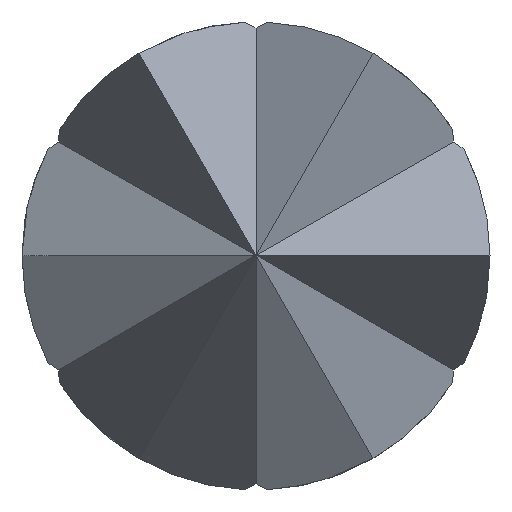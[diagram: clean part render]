
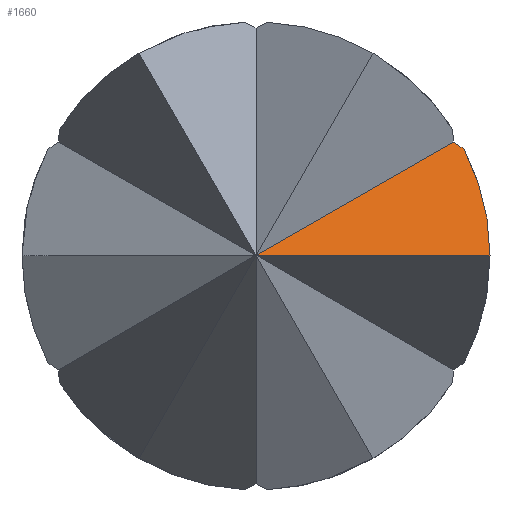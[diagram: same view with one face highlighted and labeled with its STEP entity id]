
A CAD part, top view. The second image highlights one B-rep face of the part: STEP entity #1660.
In plain terms, the highlighted planar face has unit normal (0.418, 0.819, 0.393).
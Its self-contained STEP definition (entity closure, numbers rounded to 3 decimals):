
#103 =( BOUNDED_CURVE ( )  B_SPLINE_CURVE ( 3, ( #345, #153, #1392, #700 ),
 .UNSPECIFIED., .F., .F. ) 
 B_SPLINE_CURVE_WITH_KNOTS ( ( 4, 4 ),
 ( 0.624, 1.099 ),
 .UNSPECIFIED. ) 
 CURVE ( )  GEOMETRIC_REPRESENTATION_ITEM ( )  RATIONAL_B_SPLINE_CURVE ( ( 1., 0.981, 0.981, 1. ) ) 
 REPRESENTATION_ITEM ( '' )  );
#151 = DIRECTION ( 'NONE',  ( 0.685, 0., -0.729 ) ) ;
#153 = CARTESIAN_POINT ( 'NONE',  ( 0.578, 0.189, 6.793 ) ) ;
#154 = CARTESIAN_POINT ( 'NONE',  ( 0.506, 0.292, 6.653 ) ) ;
#227 = CARTESIAN_POINT ( 'NONE',  ( 3.932, 2.27, -1.11 ) ) ;
#289 = EDGE_CURVE ( 'NONE', #1841, #1037, #103, .T. ) ;
#302 = DIRECTION ( 'NONE',  ( -0.418, -0.819, -0.393 ) ) ;
#330 = ORIENTED_EDGE ( 'NONE', *, *, #970, .T. ) ;
#345 = CARTESIAN_POINT ( 'NONE',  ( 0.534, 0.274, 6.662 ) ) ;
#347 = CARTESIAN_POINT ( 'NONE',  ( 0.6, 0., 7.162 ) ) ;
#650 = DIRECTION ( 'NONE',  ( 0.891, -0.455, 0. ) ) ;
#700 = CARTESIAN_POINT ( 'NONE',  ( 0.6, 0., 7.162 ) ) ;
#769 = CARTESIAN_POINT ( 'NONE',  ( 0.506, 0.292, 6.653 ) ) ;
#923 = ORIENTED_EDGE ( 'NONE', *, *, #289, .F. ) ;
#970 = EDGE_CURVE ( 'NONE', #1364, #1037, #1017, .T. ) ;
#992 = CARTESIAN_POINT ( 'NONE',  ( 4.832, 1.69, -0.86 ) ) ;
#1017 = LINE ( 'NONE', #1728, #1789 ) ;
#1037 = VERTEX_POINT ( 'NONE', #347 ) ;
#1110 = EDGE_LOOP ( 'NONE', ( #2217, #1492, #330, #923 ) ) ;
#1170 = VECTOR ( 'NONE', #1279, 1000. ) ;
#1193 = EDGE_CURVE ( 'NONE', #1236, #1364, #1452, .T. ) ;
#1236 = VERTEX_POINT ( 'NONE', #769 ) ;
#1242 = CARTESIAN_POINT ( 'NONE',  ( 0.534, 0.274, 6.662 ) ) ;
#1279 = DIRECTION ( 'NONE',  ( -0.393, -0.227, 0.891 ) ) ;
#1364 = VERTEX_POINT ( 'NONE', #1565 ) ;
#1367 = CARTESIAN_POINT ( 'NONE',  ( 0.525, 0.28, 6.659 ) ) ;
#1384 = EDGE_CURVE ( 'NONE', #1236, #1841, #1573, .T. ) ;
#1392 = CARTESIAN_POINT ( 'NONE',  ( 0.6, 0.096, 6.962 ) ) ;
#1401 = CARTESIAN_POINT ( 'NONE',  ( 0.534, 0.274, 6.662 ) ) ;
#1452 = LINE ( 'NONE', #227, #1170 ) ;
#1470 = PLANE ( 'NONE',  #1536 ) ;
#1492 = ORIENTED_EDGE ( 'NONE', *, *, #1193, .T. ) ;
#1536 = AXIS2_PLACEMENT_3D ( 'NONE', #992, #302, #650 ) ;
#1565 = CARTESIAN_POINT ( 'NONE',  ( 0., 0., 7.8 ) ) ;
#1573 = B_SPLINE_CURVE_WITH_KNOTS ( 'NONE', 3,
 ( #154, #1924, #1367, #1401 ),
 .UNSPECIFIED., .F., .F.,
 ( 4, 4 ),
 ( 0., 0. ),
 .UNSPECIFIED. ) ;
#1660 = ADVANCED_FACE ( 'NONE', ( #2020 ), #1470, .F. ) ;
#1728 = CARTESIAN_POINT ( 'NONE',  ( 6.589, 0., 0.791 ) ) ;
#1789 = VECTOR ( 'NONE', #151, 1000. ) ;
#1841 = VERTEX_POINT ( 'NONE', #1242 ) ;
#1924 = CARTESIAN_POINT ( 'NONE',  ( 0.515, 0.286, 6.656 ) ) ;
#2020 = FACE_OUTER_BOUND ( 'NONE', #1110, .T. ) ;
#2217 = ORIENTED_EDGE ( 'NONE', *, *, #1384, .F. ) ;
